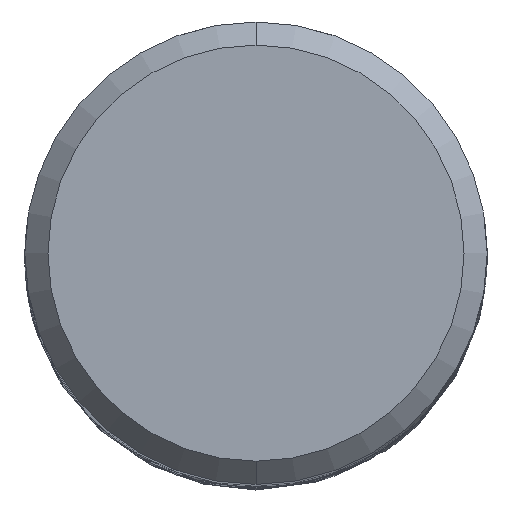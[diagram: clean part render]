
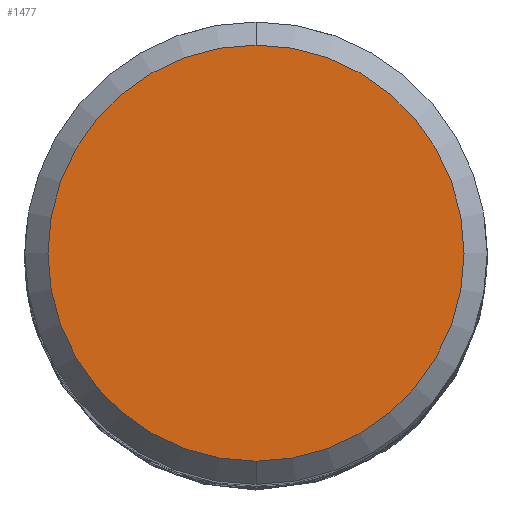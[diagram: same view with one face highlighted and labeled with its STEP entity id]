
A CAD part, top view. The second image highlights one B-rep face of the part: STEP entity #1477.
In plain terms, the highlighted planar face has unit normal (0, 0, 1).
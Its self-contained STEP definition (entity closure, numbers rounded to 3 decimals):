
#631=VERTEX_POINT('',#1782);
#981=EDGE_CURVE('',#631,#1589,#2163,.T.);
#1451=EDGE_CURVE('',#1589,#631,#2683,.T.);
#1477=ADVANCED_FACE('',(#2712),#2713,.T.);
#1589=VERTEX_POINT('',#2830);
#1782=CARTESIAN_POINT('',(0.,-9.0,0.0));
#2163=CIRCLE('',#7826,9.0);
#2683=CIRCLE('',#12656,9.0);
#2712=FACE_OUTER_BOUND('',#12822,.T.);
#2713=PLANE('',#12823);
#2830=CARTESIAN_POINT('',(0.0,9.0,0.0));
#7826=AXIS2_PLACEMENT_3D('',#15639,#15640,#15641);
#12656=AXIS2_PLACEMENT_3D('',#16273,#16274,#16275);
#12822=EDGE_LOOP('',(#16329,#16330));
#12823=AXIS2_PLACEMENT_3D('',#16331,#16332,#16333);
#15639=CARTESIAN_POINT('',(0.0,0.0,0.0));
#15640=DIRECTION('',(0.0,0.0,-1.0));
#15641=DIRECTION('',(0.0,1.0,0.0));
#16273=CARTESIAN_POINT('',(0.0,0.0,0.0));
#16274=DIRECTION('',(0.0,0.0,-1.0));
#16275=DIRECTION('',(0.0,1.0,0.0));
#16329=ORIENTED_EDGE('',*,*,#1451,.F.);
#16330=ORIENTED_EDGE('',*,*,#981,.F.);
#16331=CARTESIAN_POINT('',(0.0,4.5,0.0));
#16332=DIRECTION('',(-0.0,0.0,1.0));
#16333=DIRECTION('',(0.0,-1.0,0.0));
